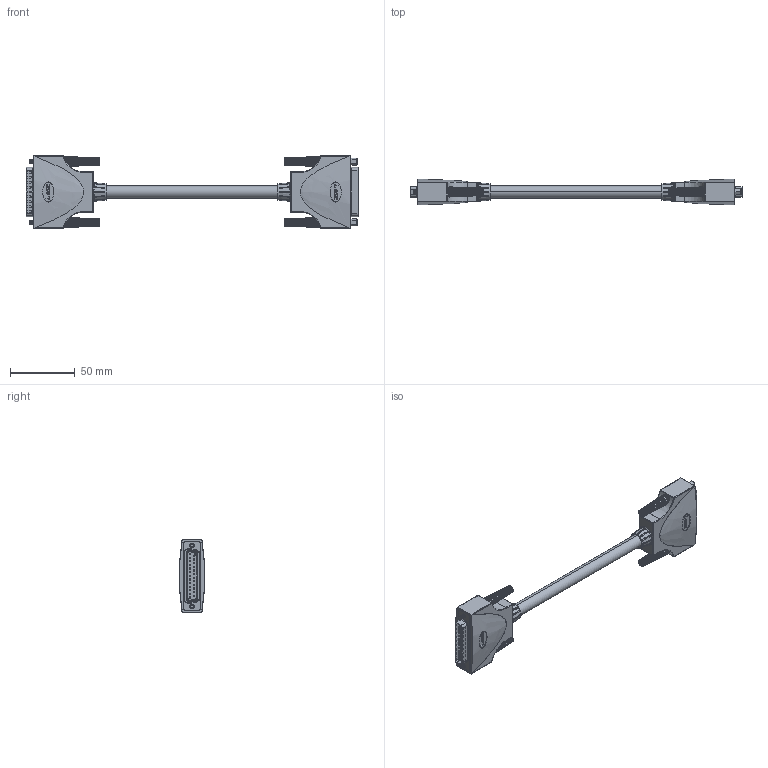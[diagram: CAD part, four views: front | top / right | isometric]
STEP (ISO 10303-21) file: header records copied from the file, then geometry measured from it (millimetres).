
FILE_DESCRIPTION (( 'STEP AP203' ), '1' );
FILE_NAME ('CSMUZ25MF-_.STEP', '2006-08-04T15:10:02', ( 'L-COM' ), ( 'L-COM' ), 'SwSTEP 2.0', 'SolidWorks 2006004', '' );
FILE_SCHEMA (( 'CONFIG_CONTROL_DESIGN' ));
Length unit declared in the file: inch
Products named in the file (15): 1AY03-003; C&P25M; 1AY03-004; C&P25F; CSMUZ25MF-_; 1AL08-035; 1AY03-003_25 Pin Male; CRIMP&POKE M; 1AJ06-003; 1AY03-003_25 Pin Female; CRIMP&POKE F; SDH-PROD_CSMUZ CABLE ASSEMBLIES; 1AJ06-006
Assembly tree (67 placements, depth 4):
  CSMUZ25MF-_
    1AY03-003_25 Pin Female
      C&P25F
        CRIMP&POKE F  x25
        C&P25F
      SDH-PROD_CSMUZ CABLE ASSEMBLIES  x2
      1AY03-003
      1AJ06-006  x2
      1AY03-004
    1AL08-035
    1AY03-003_25 Pin Male
      1AJ06-003  x2
      C&P25M
        CRIMP&POKE M  x25
        C&P25M
      1AY03-004
      1AY03-003
Bounding box: 256.19 x 19.53 x 55.9 mm (x, y, z)
Volume: 29328.9 mm3; surface area: 62908.5 mm2
Topology: 63 solids, 63 shells, 3816 faces, 9522 edges, 6104 vertices
Faces by surface type: plane 1462, cylinder 1390, cone 495, bspline 320, torus 84, sphere 65
Entity records: 78291 total; most frequent: CARTESIAN_POINT 34742, ORIENTED_EDGE 8464, DIRECTION 8325, EDGE_CURVE 4232, AXIS2_PLACEMENT_3D 3053, VERTEX_POINT 2725, VECTOR 2219, LINE 2219
